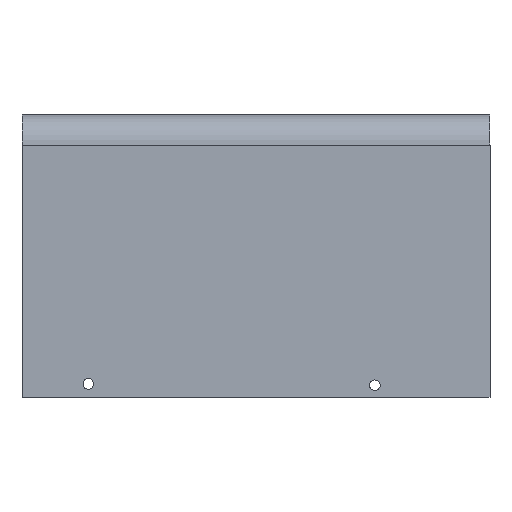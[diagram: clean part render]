
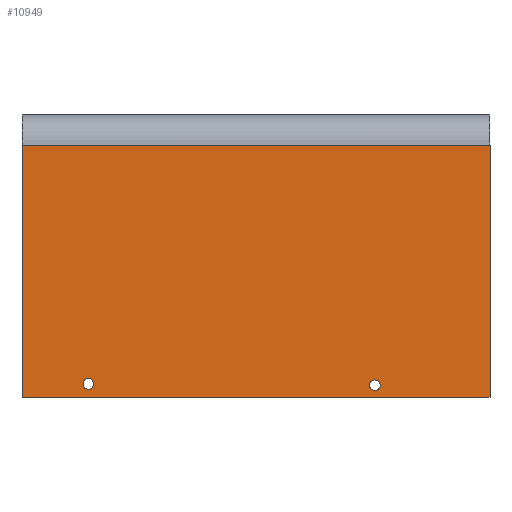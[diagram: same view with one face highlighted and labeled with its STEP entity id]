
A CAD part, left-side view. The second image highlights one B-rep face of the part: STEP entity #10949.
In plain terms, the highlighted planar face has unit normal (-1, 0, 0).
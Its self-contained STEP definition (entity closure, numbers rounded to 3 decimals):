
#152=FACE_BOUND('',#1660,.T.);
#153=FACE_BOUND('',#1661,.T.);
#359=PLANE('',#11509);
#1023=FACE_OUTER_BOUND('',#1659,.T.);
#1659=EDGE_LOOP('',(#9025,#9026,#9027,#9028));
#1660=EDGE_LOOP('',(#9029));
#1661=EDGE_LOOP('',(#9030));
#2050=LINE('',#14426,#3457);
#2758=LINE('',#17118,#4165);
#2780=LINE('',#17166,#4187);
#2782=LINE('',#17170,#4189);
#3457=VECTOR('',#11891,10.);
#4165=VECTOR('',#12977,10.);
#4187=VECTOR('',#13029,10.);
#4189=VECTOR('',#13035,10.);
#4849=CIRCLE('',#11290,2.6);
#4853=CIRCLE('',#11296,2.6);
#4904=VERTEX_POINT('',#14365);
#4908=VERTEX_POINT('',#14377);
#4924=VERTEX_POINT('',#14423);
#4925=VERTEX_POINT('',#14425);
#5590=VERTEX_POINT('',#17117);
#5601=VERTEX_POINT('',#17164);
#5959=EDGE_CURVE('',#4904,#4904,#4849,.T.);
#5965=EDGE_CURVE('',#4908,#4908,#4853,.T.);
#5984=EDGE_CURVE('',#4924,#4925,#2050,.T.);
#6835=EDGE_CURVE('',#5590,#4925,#2758,.T.);
#6861=EDGE_CURVE('',#5601,#5590,#2780,.T.);
#6863=EDGE_CURVE('',#4924,#5601,#2782,.T.);
#9025=ORIENTED_EDGE('',*,*,#6863,.T.);
#9026=ORIENTED_EDGE('',*,*,#6861,.T.);
#9027=ORIENTED_EDGE('',*,*,#6835,.T.);
#9028=ORIENTED_EDGE('',*,*,#5984,.F.);
#9029=ORIENTED_EDGE('',*,*,#5959,.T.);
#9030=ORIENTED_EDGE('',*,*,#5965,.T.);
#10949=ADVANCED_FACE('',(#1023,#152,#153),#359,.T.);
#11290=AXIS2_PLACEMENT_3D('',#14366,#11848,#11849);
#11296=AXIS2_PLACEMENT_3D('',#14378,#11862,#11863);
#11509=AXIS2_PLACEMENT_3D('',#17169,#13033,#13034);
#11848=DIRECTION('center_axis',(1.,0.,0.));
#11849=DIRECTION('ref_axis',(0.,1.,0.));
#11862=DIRECTION('center_axis',(1.,0.,0.));
#11863=DIRECTION('ref_axis',(0.,1.,0.));
#11891=DIRECTION('',(0.,0.,1.));
#12977=DIRECTION('',(0.,1.,0.));
#13029=DIRECTION('',(0.,0.,1.));
#13033=DIRECTION('center_axis',(-1.,0.,0.));
#13034=DIRECTION('ref_axis',(0.,0.,1.));
#13035=DIRECTION('',(0.,-1.,0.));
#14365=CARTESIAN_POINT('',(-4.887,404.03,56.515));
#14366=CARTESIAN_POINT('Origin',(-4.887,406.63,56.515));
#14377=CARTESIAN_POINT('',(-4.887,544.892,57.133));
#14378=CARTESIAN_POINT('Origin',(-4.887,547.492,57.133));
#14423=CARTESIAN_POINT('',(-4.887,580.,50.584));
#14425=CARTESIAN_POINT('',(-4.887,580.,174.584));
#14426=CARTESIAN_POINT('',(-4.887,580.,174.584));
#17117=CARTESIAN_POINT('',(-4.887,350.,174.584));
#17118=CARTESIAN_POINT('',(-4.887,350.,174.584));
#17164=CARTESIAN_POINT('',(-4.887,350.,50.584));
#17166=CARTESIAN_POINT('',(-4.887,350.,-55.416));
#17169=CARTESIAN_POINT('Origin',(-4.887,400.8,59.584));
#17170=CARTESIAN_POINT('',(-4.887,375.4,50.584));
